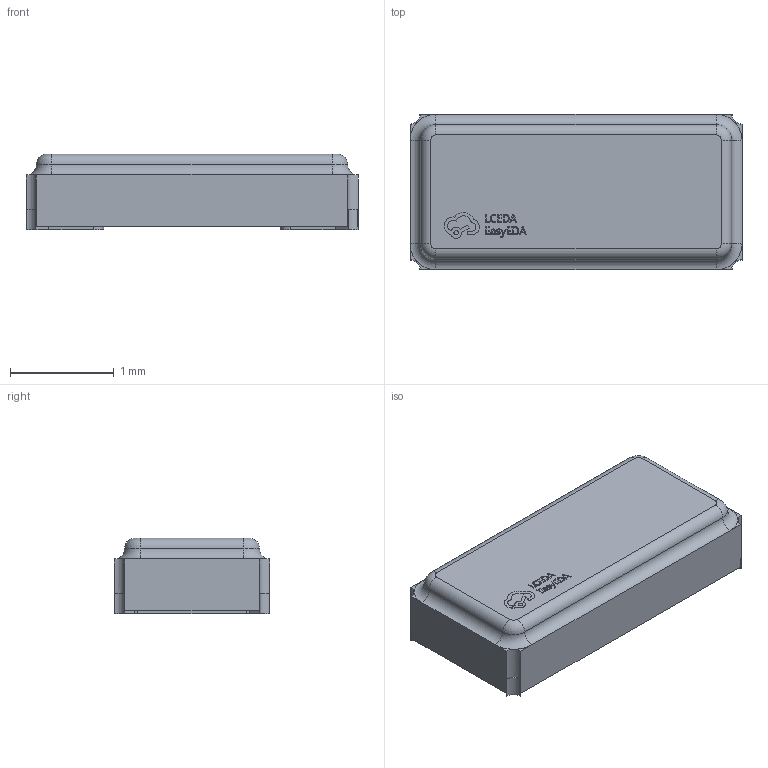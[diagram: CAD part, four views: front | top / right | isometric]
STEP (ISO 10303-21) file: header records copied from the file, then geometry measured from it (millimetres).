
FILE_DESCRIPTION (( 'STEP AP214' ), '1' );
FILE_NAME ('OSC-SMD_2P-L3.2-W1.5-H0.9.step', '2022-07-07T03:13:48', ( '' ), ( '' ), 'SwSTEP 2.0', 'SolidWorks 2020', '' );
FILE_SCHEMA (( 'AUTOMOTIVE_DESIGN' ));
Length unit declared in the file: millimetre
Products named in the file (1): OSC-SMD_2P-L3.2-W1.5-H0.9
Bounding box: 3.2 x 1.5 x 0.73 mm (x, y, z)
Volume: 3.2 mm3; surface area: 15.4 mm2
Topology: 1 solids, 1 shells, 292 faces, 797 edges, 526 vertices
Faces by surface type: plane 161, bspline 98, cylinder 25, torus 8
Entity records: 12941 total; most frequent: CARTESIAN_POINT 2922, ORIENTED_EDGE 1594, DIRECTION 1057, EDGE_CURVE 797, LINE 527, VECTOR 527, VERTEX_POINT 526, EDGE_LOOP 311
